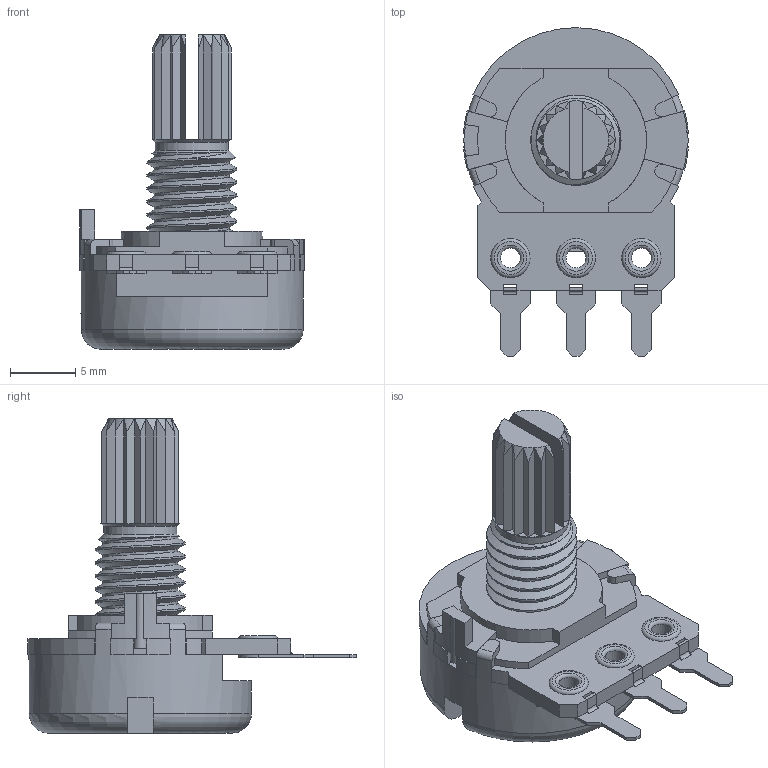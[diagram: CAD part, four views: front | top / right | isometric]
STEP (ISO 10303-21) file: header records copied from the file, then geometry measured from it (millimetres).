
FILE_DESCRIPTION(/* description */ ('','CAx-IF Rec.Pracs.---Representation and Presentation of Product Manufacturing Information (PMI)---4.0---2014-10-13'),/* implementation_level */ '2;1');
FILE_NAME(/* name */ '21b76f38-8eb0-4db5-a37c-d81fed21d2ca.stp',/* time_stamp */ '2025-02-25T01:36:26Z',/* author */ (''),/* organization */ (''),/* preprocessor_version */ 'ST-DEVELOPER v20',/* originating_system */ 'Autodesk Translation Framework v13.20.0.188',/* authorisation */ '');
FILE_SCHEMA (('AP242_MANAGED_MODEL_BASED_3D_ENGINEERING_MIM_LF { 1 0 10303 442 1 1 4 }'));
Length unit declared in the file: millimetre
Products named in the file (1): potentiometer
Bounding box: 17.19 x 25.1 x 24 mm (x, y, z)
Volume: 2244.9 mm3; surface area: 1688.4 mm2
Topology: 1 solids, 1 shells, 301 faces, 806 edges, 508 vertices
Faces by surface type: plane 219, cylinder 49, cone 20, torus 11, bspline 2
Full cylindrical faces by diameter (mm): 1.5 x3, 5.6 x1, 6.884 x4, 17 x1
Entity records: 12934 total; most frequent: CARTESIAN_POINT 5318, ORIENTED_EDGE 1624, DIRECTION 1532, EDGE_CURVE 812, LINE 528, VECTOR 528, VERTEX_POINT 508, AXIS2_PLACEMENT_3D 502
